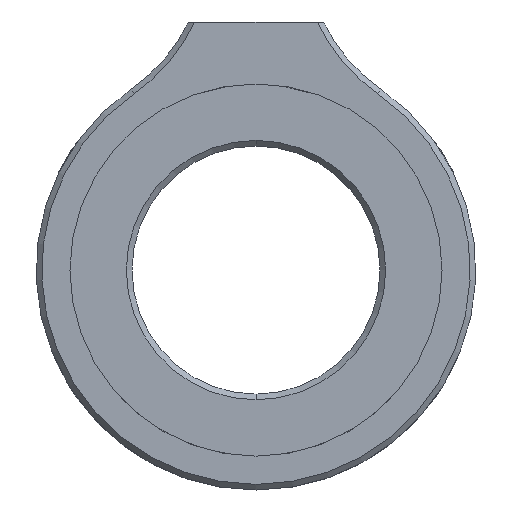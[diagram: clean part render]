
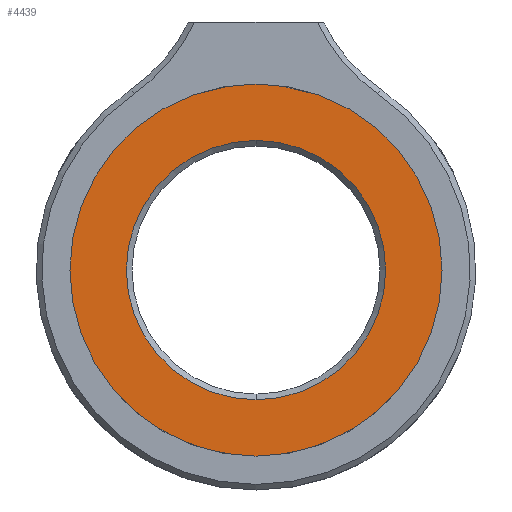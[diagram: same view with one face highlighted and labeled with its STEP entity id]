
A CAD part, front view. The second image highlights one B-rep face of the part: STEP entity #4439.
In plain terms, the highlighted planar face has unit normal (0, -1, 0).
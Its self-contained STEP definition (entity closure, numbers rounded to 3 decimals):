
#68 = DIRECTION ( 'NONE',  ( 0., 1., 0. ) ) ;
#292 = CIRCLE ( 'NONE', #3305, 16.5 ) ;
#516 = DIRECTION ( 'NONE',  ( 0., 0., -1. ) ) ;
#613 = CARTESIAN_POINT ( 'NONE',  ( -3.237, 2.437, 56.75 ) ) ;
#759 = CARTESIAN_POINT ( 'NONE',  ( -3.237, 2.437, 23.75 ) ) ;
#824 = VERTEX_POINT ( 'NONE', #3059 ) ;
#911 = DIRECTION ( 'NONE',  ( 0., 0., -1. ) ) ;
#1062 = DIRECTION ( 'NONE',  ( 0., 1., 0. ) ) ;
#1213 = AXIS2_PLACEMENT_3D ( 'NONE', #2903, #1257, #4149 ) ;
#1257 = DIRECTION ( 'NONE',  ( 0., -1., 0. ) ) ;
#1664 = FACE_BOUND ( 'NONE', #3589, .T. ) ;
#1742 = AXIS2_PLACEMENT_3D ( 'NONE', #3198, #3275, #5285 ) ;
#1842 = ORIENTED_EDGE ( 'NONE', *, *, #2492, .T. ) ;
#2079 = DIRECTION ( 'NONE',  ( 0., -1., 0. ) ) ;
#2107 = CARTESIAN_POINT ( 'NONE',  ( -3.237, 2.437, 40.25 ) ) ;
#2233 = ORIENTED_EDGE ( 'NONE', *, *, #4551, .T. ) ;
#2253 = DIRECTION ( 'NONE',  ( 0., 0., -1. ) ) ;
#2488 = PLANE ( 'NONE',  #1213 ) ;
#2492 = EDGE_CURVE ( 'NONE', #3674, #5127, #3819, .T. ) ;
#2550 = EDGE_CURVE ( 'NONE', #3774, #824, #4953, .T. ) ;
#2557 = EDGE_CURVE ( 'NONE', #5127, #3674, #292, .T. ) ;
#2601 = AXIS2_PLACEMENT_3D ( 'NONE', #2107, #68, #516 ) ;
#2903 = CARTESIAN_POINT ( 'NONE',  ( -3.237, 2.437, 40.25 ) ) ;
#2951 = CARTESIAN_POINT ( 'NONE',  ( -3.237, 2.437, 40.25 ) ) ;
#3059 = CARTESIAN_POINT ( 'NONE',  ( -3.237, 2.437, 28.75 ) ) ;
#3198 = CARTESIAN_POINT ( 'NONE',  ( -3.237, 2.437, 40.25 ) ) ;
#3275 = DIRECTION ( 'NONE',  ( 0., -1., 0. ) ) ;
#3305 = AXIS2_PLACEMENT_3D ( 'NONE', #2951, #2079, #911 ) ;
#3319 = FACE_OUTER_BOUND ( 'NONE', #4225, .T. ) ;
#3464 = CIRCLE ( 'NONE', #4339, 11.5 ) ;
#3589 = EDGE_LOOP ( 'NONE', ( #2233, #4379 ) ) ;
#3674 = VERTEX_POINT ( 'NONE', #759 ) ;
#3774 = VERTEX_POINT ( 'NONE', #4138 ) ;
#3819 = CIRCLE ( 'NONE', #1742, 16.5 ) ;
#4138 = CARTESIAN_POINT ( 'NONE',  ( -3.237, 2.437, 51.75 ) ) ;
#4149 = DIRECTION ( 'NONE',  ( 0., 0., -1. ) ) ;
#4225 = EDGE_LOOP ( 'NONE', ( #5316, #1842 ) ) ;
#4339 = AXIS2_PLACEMENT_3D ( 'NONE', #4353, #1062, #2253 ) ;
#4353 = CARTESIAN_POINT ( 'NONE',  ( -3.237, 2.437, 40.25 ) ) ;
#4379 = ORIENTED_EDGE ( 'NONE', *, *, #2550, .T. ) ;
#4439 = ADVANCED_FACE ( 'NONE', ( #1664, #3319 ), #2488, .T. ) ;
#4551 = EDGE_CURVE ( 'NONE', #824, #3774, #3464, .T. ) ;
#4953 = CIRCLE ( 'NONE', #2601, 11.5 ) ;
#5127 = VERTEX_POINT ( 'NONE', #613 ) ;
#5285 = DIRECTION ( 'NONE',  ( 0., 0., -1. ) ) ;
#5316 = ORIENTED_EDGE ( 'NONE', *, *, #2557, .T. ) ;
